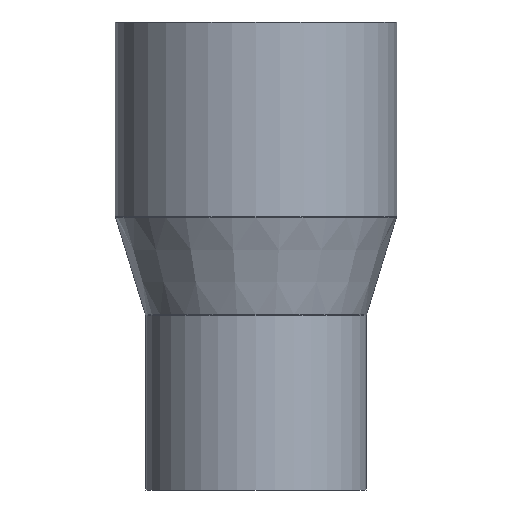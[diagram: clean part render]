
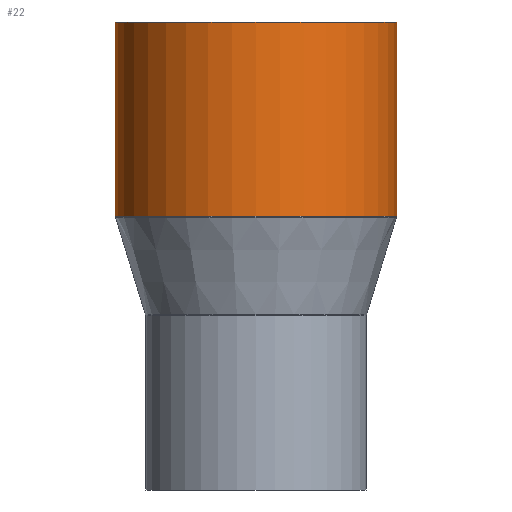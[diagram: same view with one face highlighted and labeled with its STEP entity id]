
A CAD part, front view. The second image highlights one B-rep face of the part: STEP entity #22.
In plain terms, the highlighted cylindrical face has radius 70 mm (diameter 140 mm), a partial arc.
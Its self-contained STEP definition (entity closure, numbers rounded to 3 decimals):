
#9 = EDGE_LOOP ( 'NONE', ( #299, #650, #228, #362 ) ) ;
#20 = CYLINDRICAL_SURFACE ( 'NONE', #136, 70. ) ;
#22 = ADVANCED_FACE ( 'NONE', ( #23 ), #20, .T. ) ;
#23 = FACE_OUTER_BOUND ( 'NONE', #9, .T. ) ;
#30 = CARTESIAN_POINT ( 'NONE',  ( 0., 0., 118.723 ) ) ;
#63 = VECTOR ( 'NONE', #491, 1000. ) ;
#77 = CARTESIAN_POINT ( 'NONE',  ( 70., 0., 22.023 ) ) ;
#118 = AXIS2_PLACEMENT_3D ( 'NONE', #30, #484, #131 ) ;
#131 = DIRECTION ( 'NONE',  ( -1., 0., 0. ) ) ;
#136 = AXIS2_PLACEMENT_3D ( 'NONE', #628, #175, #578 ) ;
#152 = VERTEX_POINT ( 'NONE', #599 ) ;
#175 = DIRECTION ( 'NONE',  ( 0., 0., -1. ) ) ;
#198 = VECTOR ( 'NONE', #482, 1000. ) ;
#207 = DIRECTION ( 'NONE',  ( 0., 0., -1. ) ) ;
#228 = ORIENTED_EDGE ( 'NONE', *, *, #586, .T. ) ;
#244 = VERTEX_POINT ( 'NONE', #546 ) ;
#250 = EDGE_CURVE ( 'NONE', #504, #152, #639, .T. ) ;
#299 = ORIENTED_EDGE ( 'NONE', *, *, #435, .F. ) ;
#302 = CIRCLE ( 'NONE', #118, 70. ) ;
#325 = CARTESIAN_POINT ( 'NONE',  ( 70., 0., -16.533 ) ) ;
#361 = DIRECTION ( 'NONE',  ( -1., 0., 0. ) ) ;
#362 = ORIENTED_EDGE ( 'NONE', *, *, #250, .F. ) ;
#373 = CARTESIAN_POINT ( 'NONE',  ( -70., 0., -16.533 ) ) ;
#385 = CARTESIAN_POINT ( 'NONE',  ( 70., 0., 118.723 ) ) ;
#427 = VERTEX_POINT ( 'NONE', #385 ) ;
#435 = EDGE_CURVE ( 'NONE', #427, #504, #638, .T. ) ;
#438 = LINE ( 'NONE', #373, #198 ) ;
#440 = AXIS2_PLACEMENT_3D ( 'NONE', #501, #207, #361 ) ;
#482 = DIRECTION ( 'NONE',  ( 0., 0., -1. ) ) ;
#484 = DIRECTION ( 'NONE',  ( 0., 0., -1. ) ) ;
#487 = EDGE_CURVE ( 'NONE', #427, #244, #302, .T. ) ;
#491 = DIRECTION ( 'NONE',  ( 0., 0., -1. ) ) ;
#501 = CARTESIAN_POINT ( 'NONE',  ( 0., 0., 22.023 ) ) ;
#504 = VERTEX_POINT ( 'NONE', #77 ) ;
#546 = CARTESIAN_POINT ( 'NONE',  ( -70., 0., 118.723 ) ) ;
#578 = DIRECTION ( 'NONE',  ( -1., 0., 0. ) ) ;
#586 = EDGE_CURVE ( 'NONE', #244, #152, #438, .T. ) ;
#599 = CARTESIAN_POINT ( 'NONE',  ( -70., 0., 22.023 ) ) ;
#628 = CARTESIAN_POINT ( 'NONE',  ( 0., 0., -16.533 ) ) ;
#638 = LINE ( 'NONE', #325, #63 ) ;
#639 = CIRCLE ( 'NONE', #440, 70. ) ;
#650 = ORIENTED_EDGE ( 'NONE', *, *, #487, .T. ) ;
